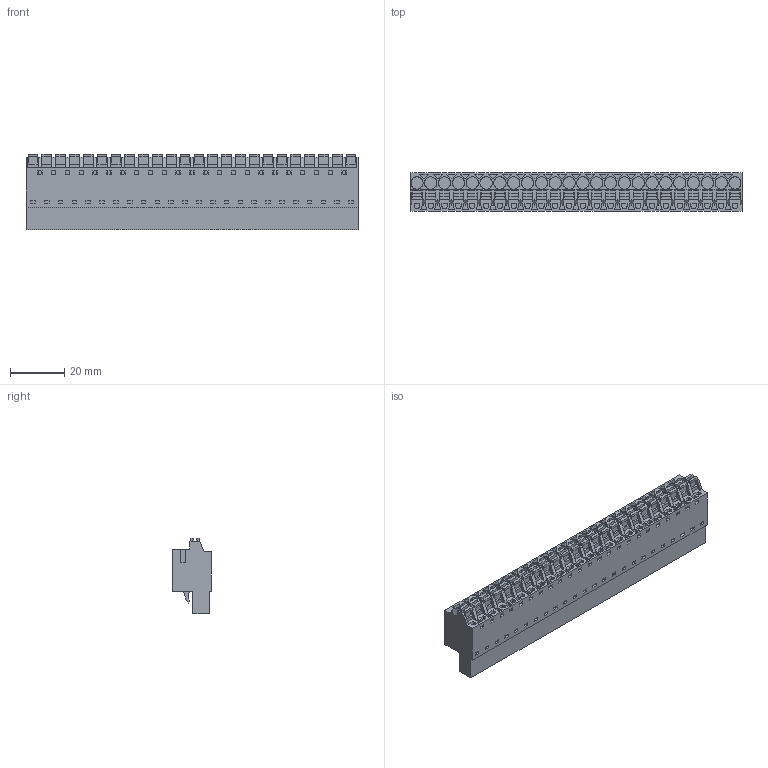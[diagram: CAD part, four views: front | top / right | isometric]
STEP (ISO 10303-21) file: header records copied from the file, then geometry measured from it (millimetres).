
FILE_DESCRIPTION(('CATIA V5 STEP Exchange','CAx-IF Rec.Pracs.--- Model Styling and Organization---1.2---2011-12-15'),'2;1');
FILE_NAME ('D1446587_0_1013930000_1013930000.stp','2017-04-28T12:45:24+00:00',('none'),('Weidmueller'),'CATIA Version 5-6 Release 2014','CATIA V5 STEP AP214','none');
FILE_SCHEMA(('AUTOMOTIVE_DESIGN { 1 0 10303 214 1 1 1 1 }'));
Length unit declared in the file: millimetre
Products named in the file (1): 1013930000
Bounding box: 121.92 x 14.2 x 27.73 mm (x, y, z)
Volume: 28912.8 mm3; surface area: 18933.6 mm2
Topology: 25 solids, 25 shells, 1666 faces, 4823 edges, 3375 vertices
Faces by surface type: plane 1496, cylinder 169, extrusion 1
Entity records: 53532 total; most frequent: CARTESIAN_POINT 10162, ORIENTED_EDGE 9646, DIRECTION 6701, EDGE_CURVE 4823, VECTOR 4484, LINE 4483, VERTEX_POINT 3375, EDGE_LOOP 1926
